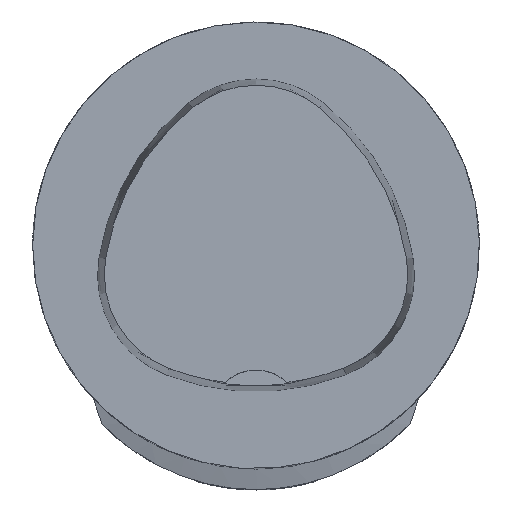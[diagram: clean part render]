
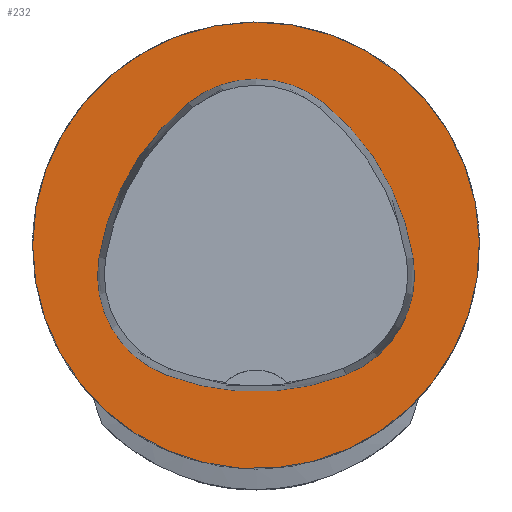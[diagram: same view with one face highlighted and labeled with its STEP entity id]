
A CAD part, top view. The second image highlights one B-rep face of the part: STEP entity #232.
In plain terms, the highlighted planar face has unit normal (0, 0, 1).
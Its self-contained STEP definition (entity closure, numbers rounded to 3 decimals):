
#232=ADVANCED_FACE('',(#450,#451),#282,.T.);
#282=PLANE('',#1321);
#450=FACE_BOUND('',#505,.T.);
#451=FACE_BOUND('',#506,.T.);
#505=EDGE_LOOP('',(#718,#719,#720,#721,#722,#723));
#506=EDGE_LOOP('',(#724));
#718=ORIENTED_EDGE('',*,*,#1071,.T.);
#719=ORIENTED_EDGE('',*,*,#1051,.T.);
#720=ORIENTED_EDGE('',*,*,#1055,.T.);
#721=ORIENTED_EDGE('',*,*,#1058,.T.);
#722=ORIENTED_EDGE('',*,*,#1061,.T.);
#723=ORIENTED_EDGE('',*,*,#1069,.T.);
#724=ORIENTED_EDGE('',*,*,#1040,.F.);
#922=VERTEX_POINT('',#2039);
#931=VERTEX_POINT('',#2067);
#932=VERTEX_POINT('',#2068);
#935=VERTEX_POINT('',#2076);
#937=VERTEX_POINT('',#2082);
#939=VERTEX_POINT('',#2088);
#946=VERTEX_POINT('',#2109);
#1040=EDGE_CURVE('',#922,#922,#1129,.T.);
#1051=EDGE_CURVE('',#931,#932,#1130,.T.);
#1055=EDGE_CURVE('',#932,#935,#1132,.T.);
#1058=EDGE_CURVE('',#935,#937,#1134,.T.);
#1061=EDGE_CURVE('',#937,#939,#1136,.T.);
#1069=EDGE_CURVE('',#939,#946,#1140,.T.);
#1071=EDGE_CURVE('',#946,#931,#1142,.T.);
#1129=CIRCLE('',#1292,25.);
#1130=CIRCLE('',#1299,28.);
#1132=CIRCLE('',#1302,12.);
#1134=CIRCLE('',#1305,28.);
#1136=CIRCLE('',#1308,12.);
#1140=CIRCLE('',#1313,28.);
#1142=CIRCLE('',#1316,12.);
#1292=AXIS2_PLACEMENT_3D('',#2038,#1531,#1532);
#1299=AXIS2_PLACEMENT_3D('',#2066,#1549,#1550);
#1302=AXIS2_PLACEMENT_3D('',#2075,#1557,#1558);
#1305=AXIS2_PLACEMENT_3D('',#2081,#1564,#1565);
#1308=AXIS2_PLACEMENT_3D('',#2087,#1571,#1572);
#1313=AXIS2_PLACEMENT_3D('',#2110,#1583,#1584);
#1316=AXIS2_PLACEMENT_3D('',#2113,#1589,#1590);
#1321=AXIS2_PLACEMENT_3D('',#2118,#1599,#1600);
#1531=DIRECTION('',(0.,0.,-1.));
#1532=DIRECTION('',(-1.,0.,0.));
#1549=DIRECTION('',(0.,0.,-1.));
#1550=DIRECTION('',(-1.,0.,0.));
#1557=DIRECTION('',(0.,0.,-1.));
#1558=DIRECTION('',(-1.,0.,0.));
#1564=DIRECTION('',(0.,0.,-1.));
#1565=DIRECTION('',(-1.,0.,0.));
#1571=DIRECTION('',(0.,0.,-1.));
#1572=DIRECTION('',(-1.,0.,0.));
#1583=DIRECTION('',(0.,0.,-1.));
#1584=DIRECTION('',(-1.,0.,0.));
#1589=DIRECTION('',(0.,0.,-1.));
#1590=DIRECTION('',(-1.,0.,0.));
#1599=DIRECTION('',(0.,0.,1.));
#1600=DIRECTION('',(1.,0.,0.));
#2038=CARTESIAN_POINT('',(0.,0.,0.));
#2039=CARTESIAN_POINT('',(-25.,0.,0.));
#2066=CARTESIAN_POINT('',(10.068,-5.824,0.));
#2067=CARTESIAN_POINT('',(-17.584,-1.424,0.));
#2068=CARTESIAN_POINT('',(-7.531,15.953,0.));
#2075=CARTESIAN_POINT('',(0.011,6.62,0.));
#2076=CARTESIAN_POINT('',(7.567,15.942,0.));
#2081=CARTESIAN_POINT('',(-10.063,-5.81,0.));
#2082=CARTESIAN_POINT('',(17.59,-1.418,0.));
#2087=CARTESIAN_POINT('',(5.739,-3.3,0.));
#2088=CARTESIAN_POINT('',(10.05,-14.499,0.));
#2109=CARTESIAN_POINT('',(-10.025,-14.516,0.));
#2110=CARTESIAN_POINT('',(-0.01,11.631,0.));
#2113=CARTESIAN_POINT('',(-5.733,-3.31,0.));
#2118=CARTESIAN_POINT('',(0.,0.,0.));
